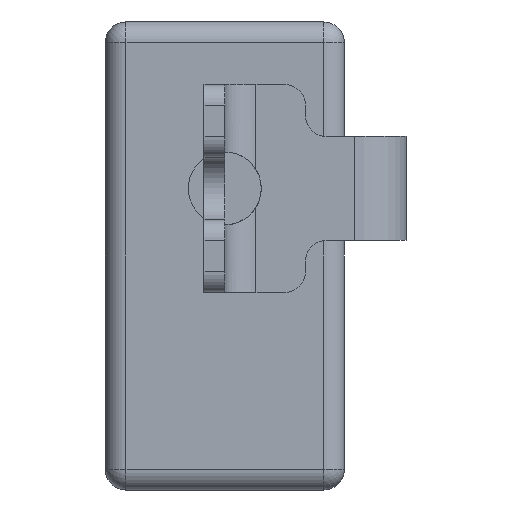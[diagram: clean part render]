
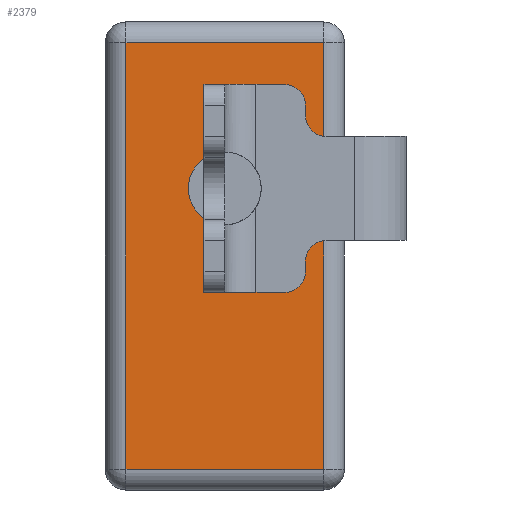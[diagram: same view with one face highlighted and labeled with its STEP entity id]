
A CAD part, left-side view. The second image highlights one B-rep face of the part: STEP entity #2379.
In plain terms, the highlighted planar face has unit normal (-1, 0, 0).
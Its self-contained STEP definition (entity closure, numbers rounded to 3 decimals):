
#46=DIRECTION('',(0.,0.,-1.));
#47=VECTOR('',#46,41.);
#48=CARTESIAN_POINT('',(-28.,-9.5,20.5));
#49=LINE('',#48,#47);
#53=DIRECTION('',(0.,-1.,0.));
#54=VECTOR('',#53,19.);
#55=CARTESIAN_POINT('',(-28.,9.5,-20.5));
#56=LINE('',#55,#54);
#60=DIRECTION('',(0.,0.,1.));
#61=VECTOR('',#60,41.);
#62=CARTESIAN_POINT('',(-28.,9.5,-20.5));
#63=LINE('',#62,#61);
#67=DIRECTION('',(0.,-1.,0.));
#68=VECTOR('',#67,19.);
#69=CARTESIAN_POINT('',(-28.,9.5,20.5));
#70=LINE('',#69,#68);
#74=CARTESIAN_POINT('',(-28.,0.,6.5));
#75=DIRECTION('',(1.,0.,0.));
#76=DIRECTION('',(0.,0.,1.));
#77=AXIS2_PLACEMENT_3D('',#74,#75,#76);
#82=CARTESIAN_POINT('',(-28.,0.,6.5));
#83=DIRECTION('',(1.,0.,0.));
#84=DIRECTION('',(0.,0.,-1.));
#85=AXIS2_PLACEMENT_3D('',#82,#83,#84);
#2128=CARTESIAN_POINT('',(-28.,-9.5,20.5));
#2129=CARTESIAN_POINT('',(-28.,-9.5,-20.5));
#2130=VERTEX_POINT('',#2128);
#2131=VERTEX_POINT('',#2129);
#2136=CARTESIAN_POINT('',(-28.,9.5,-20.5));
#2137=CARTESIAN_POINT('',(-28.,9.5,20.5));
#2138=VERTEX_POINT('',#2136);
#2139=VERTEX_POINT('',#2137);
#2202=CARTESIAN_POINT('',(-28.,0.,10.));
#2203=CARTESIAN_POINT('',(-28.,0.,3.));
#2204=VERTEX_POINT('',#2202);
#2205=VERTEX_POINT('',#2203);
#2359=CARTESIAN_POINT('',(-28.,-11.5,-22.5));
#2360=DIRECTION('',(-1.,0.,0.));
#2361=DIRECTION('',(0.,0.,1.));
#2362=AXIS2_PLACEMENT_3D('',#2359,#2360,#2361);
#2363=PLANE('',#2362);
#2364=ORIENTED_EDGE('',*,*,#2349,.T.);
#2366=ORIENTED_EDGE('',*,*,#2365,.F.);
#2368=ORIENTED_EDGE('',*,*,#2367,.T.);
#2370=ORIENTED_EDGE('',*,*,#2369,.T.);
#2371=EDGE_LOOP('',(#2364,#2366,#2368,#2370));
#2372=FACE_OUTER_BOUND('',#2371,.F.);
#2374=ORIENTED_EDGE('',*,*,#2373,.F.);
#2376=ORIENTED_EDGE('',*,*,#2375,.F.);
#2377=EDGE_LOOP('',(#2374,#2376));
#2378=FACE_BOUND('',#2377,.F.);
#2379=ADVANCED_FACE('',(#2372,#2378),#2363,.T.);
#78=CIRCLE('',#77,3.5);
#86=CIRCLE('',#85,3.5);
#2349=EDGE_CURVE('',#2130,#2131,#49,.T.);
#2365=EDGE_CURVE('',#2138,#2131,#56,.T.);
#2367=EDGE_CURVE('',#2138,#2139,#63,.T.);
#2369=EDGE_CURVE('',#2139,#2130,#70,.T.);
#2373=EDGE_CURVE('',#2204,#2205,#78,.T.);
#2375=EDGE_CURVE('',#2205,#2204,#86,.T.);
